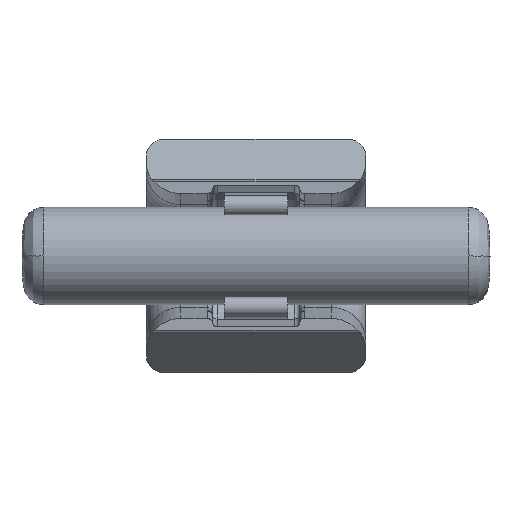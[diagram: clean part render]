
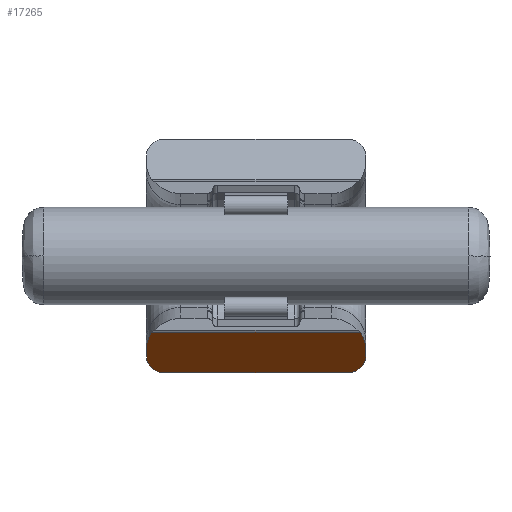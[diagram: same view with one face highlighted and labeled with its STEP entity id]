
A CAD part, front view. The second image highlights one B-rep face of the part: STEP entity #17265.
In plain terms, the highlighted planar face has unit normal (0, -0.643, -0.766).
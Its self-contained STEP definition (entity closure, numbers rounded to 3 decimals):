
#5=DIRECTION('',(0.,-0.766,0.643));
#6=VECTOR('',#5,5.874);
#7=CARTESIAN_POINT('',(-45.,17.,-41.411));
#8=LINE('',#7,#6);
#34=CARTESIAN_POINT('',(-45.,17.,-41.411));
#35=CARTESIAN_POINT('',(-45.,17.911,-42.175));
#36=CARTESIAN_POINT('',(-44.702,19.572,-43.569));
#37=CARTESIAN_POINT('',(-43.611,21.713,-45.365));
#38=CARTESIAN_POINT('',(-42.176,23.212,-46.623));
#39=CARTESIAN_POINT('',(-40.613,24.187,-47.441));
#40=CARTESIAN_POINT('',(-39.645,24.573,-47.765));
#41=CARTESIAN_POINT('',(-39.084,24.724,-47.892));
#6814=CARTESIAN_POINT('',(39.084,24.724,-47.892));
#6815=CARTESIAN_POINT('',(39.645,24.573,-47.765));
#6816=CARTESIAN_POINT('',(40.613,24.187,-47.441));
#6817=CARTESIAN_POINT('',(42.176,23.212,-46.623));
#6818=CARTESIAN_POINT('',(43.611,21.713,-45.365));
#6819=CARTESIAN_POINT('',(44.702,19.572,-43.569));
#6820=CARTESIAN_POINT('',(45.,17.911,-42.175));
#6821=CARTESIAN_POINT('',(45.,17.,-41.411));
#6827=DIRECTION('',(1.,0.,0.));
#6828=VECTOR('',#6827,78.168);
#6829=CARTESIAN_POINT('',(-39.084,24.724,
-47.892));
#6830=LINE('',#6829,#6828);
#6850=CARTESIAN_POINT('',(-42.822,5.,-31.341));
#6851=CARTESIAN_POINT('',(-43.571,6.182,
-32.333));
#6852=CARTESIAN_POINT('',(-44.636,8.622,
-34.381));
#6853=CARTESIAN_POINT('',(-45.,11.186,-36.532));
#6854=CARTESIAN_POINT('',(-45.,12.5,-37.635));
#7100=DIRECTION('',(0.,-0.766,0.643));
#7101=VECTOR('',#7100,5.874);
#7102=CARTESIAN_POINT('',(45.,17.,-41.411));
#7103=LINE('',#7102,#7101);
#7127=CARTESIAN_POINT('',(45.,12.5,-37.635));
#7128=CARTESIAN_POINT('',(45.,11.186,-36.532));
#7129=CARTESIAN_POINT('',(44.636,8.622,-34.381));
#7130=CARTESIAN_POINT('',(43.571,6.182,-32.333));
#7131=CARTESIAN_POINT('',(42.822,5.,-31.341));
#7144=DIRECTION('',(-1.,0.,0.));
#7145=VECTOR('',#7144,85.643);
#7146=CARTESIAN_POINT('',(42.822,5.,-31.341));
#7147=LINE('',#7146,#7145);
#7654=CARTESIAN_POINT('',(45.,17.,-41.411));
#7656=VERTEX_POINT('',#7654);
#7659=CARTESIAN_POINT('',(-45.,17.,-41.411));
#7661=VERTEX_POINT('',#7659);
#7699=CARTESIAN_POINT('',(45.,12.5,-37.635));
#7701=VERTEX_POINT('',#7699);
#7702=CARTESIAN_POINT('',(-45.,12.5,-37.635));
#7704=VERTEX_POINT('',#7702);
#7732=VERTEX_POINT('',#7131);
#7733=VERTEX_POINT('',#6850);
#7853=CARTESIAN_POINT('',(-39.084,24.724,
-47.892));
#7854=CARTESIAN_POINT('',(39.084,24.724,-47.892));
#7855=VERTEX_POINT('',#7853);
#7856=VERTEX_POINT('',#7854);
#17246=CARTESIAN_POINT('',(54.,25.,-48.123));
#17247=DIRECTION('',(0.,0.643,0.766));
#17248=DIRECTION('',(0.,-0.766,0.643));
#17249=AXIS2_PLACEMENT_3D('',#17246,#17247,#17248);
#17250=PLANE('',#17249);
#17251=ORIENTED_EDGE('',*,*,#10102,.F.);
#17252=ORIENTED_EDGE('',*,*,#9062,.F.);
#17253=ORIENTED_EDGE('',*,*,#9031,.T.);
#17255=ORIENTED_EDGE('',*,*,#17254,.F.);
#17257=ORIENTED_EDGE('',*,*,#17256,.F.);
#17259=ORIENTED_EDGE('',*,*,#17258,.F.);
#17261=ORIENTED_EDGE('',*,*,#17260,.F.);
#17262=ORIENTED_EDGE('',*,*,#17238,.F.);
#17263=EDGE_LOOP('',(#17251,#17252,#17253,#17255,#17257,#17259,#17261,#17262));
#17264=FACE_OUTER_BOUND('',#17263,.F.);
#17265=ADVANCED_FACE('',(#17264),#17250,.F.);
#42=B_SPLINE_CURVE_WITH_KNOTS('',3,(#34,#35,#36,#37,#38,#39,#40,#41),
.UNSPECIFIED.,.F.,.F.,(4,1,1,1,1,4),(0.,0.25,0.5,0.75,0.875,1.),
.UNSPECIFIED.);
#6822=B_SPLINE_CURVE_WITH_KNOTS('',3,(#6814,#6815,#6816,#6817,#6818,#6819,#6820,
#6821),.UNSPECIFIED.,.F.,.F.,(4,1,1,1,1,4),(0.,0.125,0.25,0.5,0.75,
1.),.UNSPECIFIED.);
#6855=B_SPLINE_CURVE_WITH_KNOTS('',3,(#6850,#6851,#6852,#6853,#6854),
.UNSPECIFIED.,.F.,.F.,(4,1,4),(0.,0.5,1.),.UNSPECIFIED.);
#7132=B_SPLINE_CURVE_WITH_KNOTS('',3,(#7127,#7128,#7129,#7130,#7131),
.UNSPECIFIED.,.F.,.F.,(4,1,4),(0.,0.5,1.),.UNSPECIFIED.);
#9031=EDGE_CURVE('',#7661,#7704,#8,.T.);
#9062=EDGE_CURVE('',#7661,#7855,#42,.T.);
#10102=EDGE_CURVE('',#7855,#7856,#6830,.T.);
#17238=EDGE_CURVE('',#7856,#7656,#6822,.T.);
#17254=EDGE_CURVE('',#7733,#7704,#6855,.T.);
#17256=EDGE_CURVE('',#7732,#7733,#7147,.T.);
#17258=EDGE_CURVE('',#7701,#7732,#7132,.T.);
#17260=EDGE_CURVE('',#7656,#7701,#7103,.T.);
